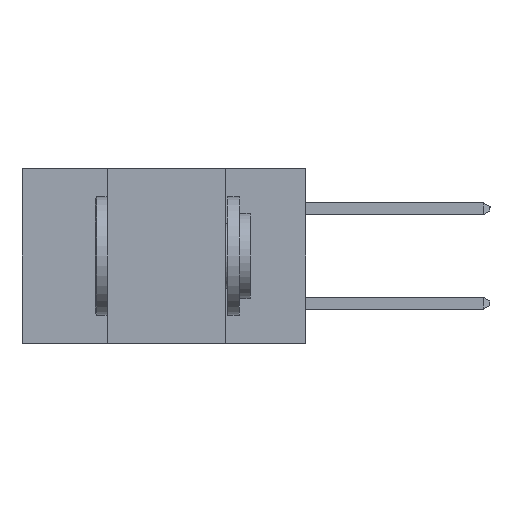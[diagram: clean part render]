
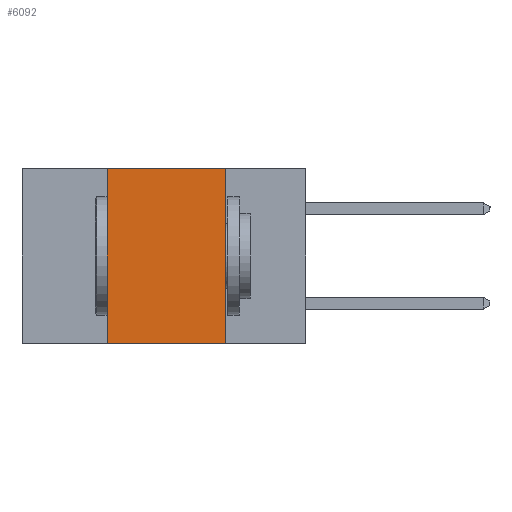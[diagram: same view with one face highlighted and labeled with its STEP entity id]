
A CAD part, left-side view. The second image highlights one B-rep face of the part: STEP entity #6092.
In plain terms, the highlighted planar face has unit normal (-1, 0, 0).
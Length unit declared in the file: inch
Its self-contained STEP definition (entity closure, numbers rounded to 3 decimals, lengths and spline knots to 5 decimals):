
#311 = VERTEX_POINT ( 'NONE', #1405 ) ;
#553 = ORIENTED_EDGE ( 'NONE', *, *, #6563, .T. ) ;
#1244 = DIRECTION ( 'NONE',  ( 0., -1., 0. ) ) ;
#1405 = CARTESIAN_POINT ( 'NONE',  ( 0., 0.17, 0. ) ) ;
#2005 = EDGE_CURVE ( 'NONE', #11784, #311, #12080, .T. ) ;
#2016 = CARTESIAN_POINT ( 'NONE',  ( 0., 0.42, 0. ) ) ;
#3075 = DIRECTION ( 'NONE',  ( 0., 0., -1. ) ) ;
#3077 = CARTESIAN_POINT ( 'NONE',  ( 0., 0.17, -0.37 ) ) ;
#3093 = VECTOR ( 'NONE', #7832, 39.37008 ) ;
#3462 = EDGE_LOOP ( 'NONE', ( #17307, #9000, #11636, #553 ) ) ;
#3762 = PLANE ( 'NONE',  #11424 ) ;
#5082 = VECTOR ( 'NONE', #1244, 39.37008 ) ;
#5271 = EDGE_CURVE ( 'NONE', #311, #10196, #16009, .T. ) ;
#5630 = DIRECTION ( 'NONE',  ( 1., 0., 0. ) ) ;
#6092 = ADVANCED_FACE ( 'NONE', ( #15819 ), #3762, .F. ) ;
#6563 = EDGE_CURVE ( 'NONE', #12146, #10196, #6904, .T. ) ;
#6904 = LINE ( 'NONE', #11245, #5082 ) ;
#7146 = CARTESIAN_POINT ( 'NONE',  ( 0., 0.6, 0. ) ) ;
#7832 = DIRECTION ( 'NONE',  ( 0., -1., 0. ) ) ;
#8836 = DIRECTION ( 'NONE',  ( 0., 0., -1. ) ) ;
#9000 = ORIENTED_EDGE ( 'NONE', *, *, #2005, .F. ) ;
#9090 = DIRECTION ( 'NONE',  ( 0., 0., 1. ) ) ;
#10196 = VERTEX_POINT ( 'NONE', #18228 ) ;
#11245 = CARTESIAN_POINT ( 'NONE',  ( 0., 0.6, -0.37 ) ) ;
#11424 = AXIS2_PLACEMENT_3D ( 'NONE', #7146, #5630, #3075 ) ;
#11636 = ORIENTED_EDGE ( 'NONE', *, *, #13448, .F. ) ;
#11784 = VERTEX_POINT ( 'NONE', #2016 ) ;
#12080 = LINE ( 'NONE', #18098, #3093 ) ;
#12146 = VERTEX_POINT ( 'NONE', #14334 ) ;
#13448 = EDGE_CURVE ( 'NONE', #12146, #11784, #17846, .T. ) ;
#13696 = CARTESIAN_POINT ( 'NONE',  ( 0., 0.42, -0.37 ) ) ;
#14334 = CARTESIAN_POINT ( 'NONE',  ( 0., 0.42, -0.37 ) ) ;
#15819 = FACE_OUTER_BOUND ( 'NONE', #3462, .T. ) ;
#16009 = LINE ( 'NONE', #3077, #16232 ) ;
#16232 = VECTOR ( 'NONE', #8836, 39.37008 ) ;
#16704 = VECTOR ( 'NONE', #9090, 39.37008 ) ;
#17307 = ORIENTED_EDGE ( 'NONE', *, *, #5271, .F. ) ;
#17846 = LINE ( 'NONE', #13696, #16704 ) ;
#18098 = CARTESIAN_POINT ( 'NONE',  ( 0., 0.6, 0. ) ) ;
#18228 = CARTESIAN_POINT ( 'NONE',  ( 0., 0.17, -0.37 ) ) ;
